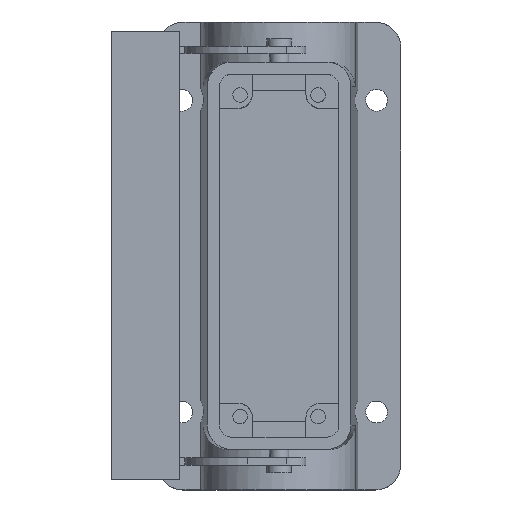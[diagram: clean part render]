
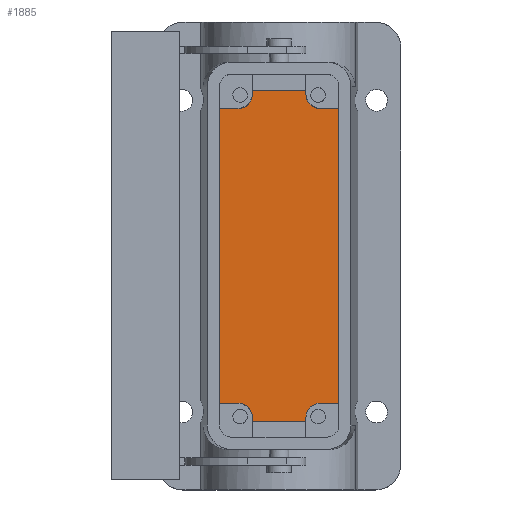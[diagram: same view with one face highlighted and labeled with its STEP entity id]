
A CAD part, top view. The second image highlights one B-rep face of the part: STEP entity #1885.
In plain terms, the highlighted planar face has unit normal (0, 0, 1).
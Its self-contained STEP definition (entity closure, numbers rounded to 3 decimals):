
#387=AXIS2_PLACEMENT_3D('Circle Axis2P3D',#385,#386,$) ;
#484=AXIS2_PLACEMENT_3D('Circle Axis2P3D',#482,#483,$) ;
#1804=AXIS2_PLACEMENT_3D('Plane Axis2P3D',#1801,#1802,#1803) ;
#1822=AXIS2_PLACEMENT_3D('Circle Axis2P3D',#1820,#1821,$) ;
#1850=AXIS2_PLACEMENT_3D('Circle Axis2P3D',#1848,#1849,$) ;
#382=CARTESIAN_POINT('Vertex',(26.,78.25,4.5)) ;
#385=CARTESIAN_POINT('Axis2P3D Location',(26.,81.25,4.5)) ;
#389=CARTESIAN_POINT('Vertex',(29.,81.25,4.5)) ;
#410=CARTESIAN_POINT('Line Origine',(29.,81.625,4.5)) ;
#414=CARTESIAN_POINT('Vertex',(29.,82.,4.5)) ;
#434=CARTESIAN_POINT('Line Origine',(34.5,82.,4.5)) ;
#438=CARTESIAN_POINT('Vertex',(40.,82.,4.5)) ;
#458=CARTESIAN_POINT('Line Origine',(40.,81.625,4.5)) ;
#462=CARTESIAN_POINT('Vertex',(40.,81.25,4.5)) ;
#482=CARTESIAN_POINT('Axis2P3D Location',(43.,81.25,4.5)) ;
#486=CARTESIAN_POINT('Vertex',(43.,78.25,4.5)) ;
#506=CARTESIAN_POINT('Line Origine',(44.875,78.25,4.5)) ;
#510=CARTESIAN_POINT('Vertex',(46.75,78.25,4.5)) ;
#680=CARTESIAN_POINT('Vertex',(22.25,78.25,4.5)) ;
#683=CARTESIAN_POINT('Line Origine',(24.125,78.25,4.5)) ;
#1801=CARTESIAN_POINT('Axis2P3D Location',(34.5,48.,4.5)) ;
#1806=CARTESIAN_POINT('Line Origine',(22.25,48.,4.5)) ;
#1810=CARTESIAN_POINT('Vertex',(22.25,17.75,4.5)) ;
#1813=CARTESIAN_POINT('Line Origine',(24.125,17.75,4.5)) ;
#1817=CARTESIAN_POINT('Vertex',(26.,17.75,4.5)) ;
#1820=CARTESIAN_POINT('Axis2P3D Location',(26.,14.75,4.5)) ;
#1824=CARTESIAN_POINT('Vertex',(29.,14.75,4.5)) ;
#1827=CARTESIAN_POINT('Line Origine',(29.,14.375,4.5)) ;
#1831=CARTESIAN_POINT('Vertex',(29.,14.,4.5)) ;
#1834=CARTESIAN_POINT('Line Origine',(34.5,14.,4.5)) ;
#1838=CARTESIAN_POINT('Vertex',(40.,14.,4.5)) ;
#1841=CARTESIAN_POINT('Line Origine',(40.,14.375,4.5)) ;
#1845=CARTESIAN_POINT('Vertex',(40.,14.75,4.5)) ;
#1848=CARTESIAN_POINT('Axis2P3D Location',(43.,14.75,4.5)) ;
#1852=CARTESIAN_POINT('Vertex',(43.,17.75,4.5)) ;
#1855=CARTESIAN_POINT('Line Origine',(44.875,17.75,4.5)) ;
#1859=CARTESIAN_POINT('Vertex',(46.75,17.75,4.5)) ;
#1862=CARTESIAN_POINT('Line Origine',(46.75,48.,4.5)) ;
#386=DIRECTION('Axis2P3D Direction',(0.,0.,-1.)) ;
#411=DIRECTION('Vector Direction',(0.,1.,0.)) ;
#435=DIRECTION('Vector Direction',(-1.,0.,0.)) ;
#459=DIRECTION('Vector Direction',(0.,1.,0.)) ;
#483=DIRECTION('Axis2P3D Direction',(0.,-0.,-1.)) ;
#507=DIRECTION('Vector Direction',(1.,0.,0.)) ;
#684=DIRECTION('Vector Direction',(-1.,0.,0.)) ;
#1802=DIRECTION('Axis2P3D Direction',(-0.,0.,1.)) ;
#1803=DIRECTION('Axis2P3D XDirection',(0.,-1.,0.)) ;
#1807=DIRECTION('Vector Direction',(0.,1.,0.)) ;
#1814=DIRECTION('Vector Direction',(-1.,0.,0.)) ;
#1821=DIRECTION('Axis2P3D Direction',(-0.,0.,1.)) ;
#1828=DIRECTION('Vector Direction',(0.,-1.,0.)) ;
#1835=DIRECTION('Vector Direction',(-1.,0.,0.)) ;
#1842=DIRECTION('Vector Direction',(0.,-1.,0.)) ;
#1849=DIRECTION('Axis2P3D Direction',(-0.,0.,1.)) ;
#1856=DIRECTION('Vector Direction',(1.,0.,0.)) ;
#1863=DIRECTION('Vector Direction',(0.,-1.,0.)) ;
#412=VECTOR('Line Direction',#411,1.) ;
#436=VECTOR('Line Direction',#435,1.) ;
#460=VECTOR('Line Direction',#459,1.) ;
#508=VECTOR('Line Direction',#507,1.) ;
#685=VECTOR('Line Direction',#684,1.) ;
#1808=VECTOR('Line Direction',#1807,1.) ;
#1815=VECTOR('Line Direction',#1814,1.) ;
#1829=VECTOR('Line Direction',#1828,1.) ;
#1836=VECTOR('Line Direction',#1835,1.) ;
#1843=VECTOR('Line Direction',#1842,1.) ;
#1857=VECTOR('Line Direction',#1856,1.) ;
#1864=VECTOR('Line Direction',#1863,1.) ;
#1868=ORIENTED_EDGE('',*,*,#416,.F.) ;
#1869=ORIENTED_EDGE('',*,*,#391,.F.) ;
#1870=ORIENTED_EDGE('',*,*,#687,.T.) ;
#1871=ORIENTED_EDGE('',*,*,#1812,.T.) ;
#1872=ORIENTED_EDGE('',*,*,#1819,.F.) ;
#1873=ORIENTED_EDGE('',*,*,#1826,.F.) ;
#1874=ORIENTED_EDGE('',*,*,#1833,.T.) ;
#1875=ORIENTED_EDGE('',*,*,#1840,.F.) ;
#1876=ORIENTED_EDGE('',*,*,#1847,.F.) ;
#1877=ORIENTED_EDGE('',*,*,#1854,.F.) ;
#1878=ORIENTED_EDGE('',*,*,#1861,.T.) ;
#1879=ORIENTED_EDGE('',*,*,#1866,.T.) ;
#1880=ORIENTED_EDGE('',*,*,#512,.F.) ;
#1881=ORIENTED_EDGE('',*,*,#488,.F.) ;
#1882=ORIENTED_EDGE('',*,*,#464,.T.) ;
#1883=ORIENTED_EDGE('',*,*,#440,.T.) ;
#1885=ADVANCED_FACE('Housing',(#1884),#1805,.T.) ;
#388=CIRCLE('generated circle',#387,3.) ;
#485=CIRCLE('generated circle',#484,3.) ;
#1823=CIRCLE('generated circle',#1822,3.) ;
#1851=CIRCLE('generated circle',#1850,3.) ;
#391=EDGE_CURVE('',#383,#390,#388,.F.) ;
#416=EDGE_CURVE('',#390,#415,#413,.T.) ;
#440=EDGE_CURVE('',#439,#415,#437,.T.) ;
#464=EDGE_CURVE('',#463,#439,#461,.T.) ;
#488=EDGE_CURVE('',#463,#487,#485,.F.) ;
#512=EDGE_CURVE('',#487,#511,#509,.T.) ;
#687=EDGE_CURVE('',#383,#681,#686,.T.) ;
#1812=EDGE_CURVE('',#681,#1811,#1809,.F.) ;
#1819=EDGE_CURVE('',#1818,#1811,#1816,.T.) ;
#1826=EDGE_CURVE('',#1825,#1818,#1823,.T.) ;
#1833=EDGE_CURVE('',#1825,#1832,#1830,.T.) ;
#1840=EDGE_CURVE('',#1839,#1832,#1837,.T.) ;
#1847=EDGE_CURVE('',#1846,#1839,#1844,.T.) ;
#1854=EDGE_CURVE('',#1853,#1846,#1851,.T.) ;
#1861=EDGE_CURVE('',#1853,#1860,#1858,.T.) ;
#1866=EDGE_CURVE('',#1860,#511,#1865,.F.) ;
#1867=EDGE_LOOP('',(#1868,#1869,#1870,#1871,#1872,#1873,#1874,#1875,#1876,#1877,#1878,#1879,#1880,#1881,#1882,#1883)) ;
#1884=FACE_OUTER_BOUND('',#1867,.T.) ;
#413=LINE('Line',#410,#412) ;
#437=LINE('Line',#434,#436) ;
#461=LINE('Line',#458,#460) ;
#509=LINE('Line',#506,#508) ;
#686=LINE('Line',#683,#685) ;
#1809=LINE('Line',#1806,#1808) ;
#1816=LINE('Line',#1813,#1815) ;
#1830=LINE('Line',#1827,#1829) ;
#1837=LINE('Line',#1834,#1836) ;
#1844=LINE('Line',#1841,#1843) ;
#1858=LINE('Line',#1855,#1857) ;
#1865=LINE('Line',#1862,#1864) ;
#1805=PLANE('',#1804) ;
#383=VERTEX_POINT('',#382) ;
#390=VERTEX_POINT('',#389) ;
#415=VERTEX_POINT('',#414) ;
#439=VERTEX_POINT('',#438) ;
#463=VERTEX_POINT('',#462) ;
#487=VERTEX_POINT('',#486) ;
#511=VERTEX_POINT('',#510) ;
#681=VERTEX_POINT('',#680) ;
#1811=VERTEX_POINT('',#1810) ;
#1818=VERTEX_POINT('',#1817) ;
#1825=VERTEX_POINT('',#1824) ;
#1832=VERTEX_POINT('',#1831) ;
#1839=VERTEX_POINT('',#1838) ;
#1846=VERTEX_POINT('',#1845) ;
#1853=VERTEX_POINT('',#1852) ;
#1860=VERTEX_POINT('',#1859) ;
